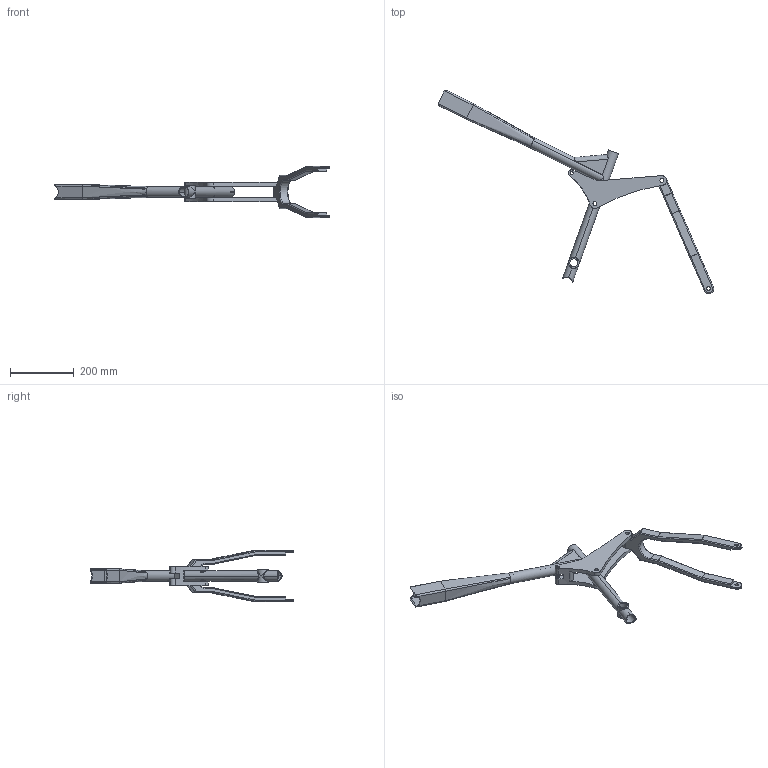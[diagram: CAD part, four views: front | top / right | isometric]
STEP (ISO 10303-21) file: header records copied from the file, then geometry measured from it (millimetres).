
FILE_DESCRIPTION(('CAx-IF Rec.Pracs.---Model Styling and Organization---1.2---2011-12-15','CAx-IF Rec.Pracs.---Geometric and Assembly Validation Properties---4.3---2015-07-16','CAx-IF Rec.Pracs.---Representation and Presentation of Product Manufacturing Information (PMI)---4.0.3---2016-08-25'),'2;1');
FILE_NAME('Rocker Arm Motion.step','2024-04-26T17:45:56+04:00',(''),(''),'STEP Interface 2022 SP5 by CT CoreTechnologie','3D_Kernel_IO2022 SP5 by CT CoreTechnologie','');
FILE_SCHEMA(('AP203_CONFIGURATION_CONTROLLED_3D_DESIGN_OF_MECHANICAL_PARTS_AND_ASSEMBLIES_MIM_LF'));
Length unit declared in the file: inch
Products named in the file (5): Rocker Arm Motion; seattube_1_1_1_1; shock_boss_1_1_1; toptubebracket_1_1_1_1; swingarmhi_1_1_1_1
Assembly tree (4 placements, depth 2):
  Rocker Arm Motion
    seattube_1_1_1_1
    shock_boss_1_1_1
    toptubebracket_1_1_1_1
    swingarmhi_1_1_1_1
Bounding box: 861.37 x 636.81 x 160 mm (x, y, z)
Volume: 1045641.5 mm3; surface area: 409280.2 mm2
Topology: 4 solids, 4 shells, 209 faces, 562 edges, 351 vertices
Faces by surface type: cylinder 115, plane 54, bspline 40
Entity records: 17463 total; most frequent: CARTESIAN_POINT 5811, ORIENTED_EDGE 1100, DIRECTION 1050, PROPERTY_DEFINITION 881, EDGE_CURVE 550, SHAPE_REPRESENTATION 443, REPRESENTATION 443, GENERAL_PROPERTY 443
